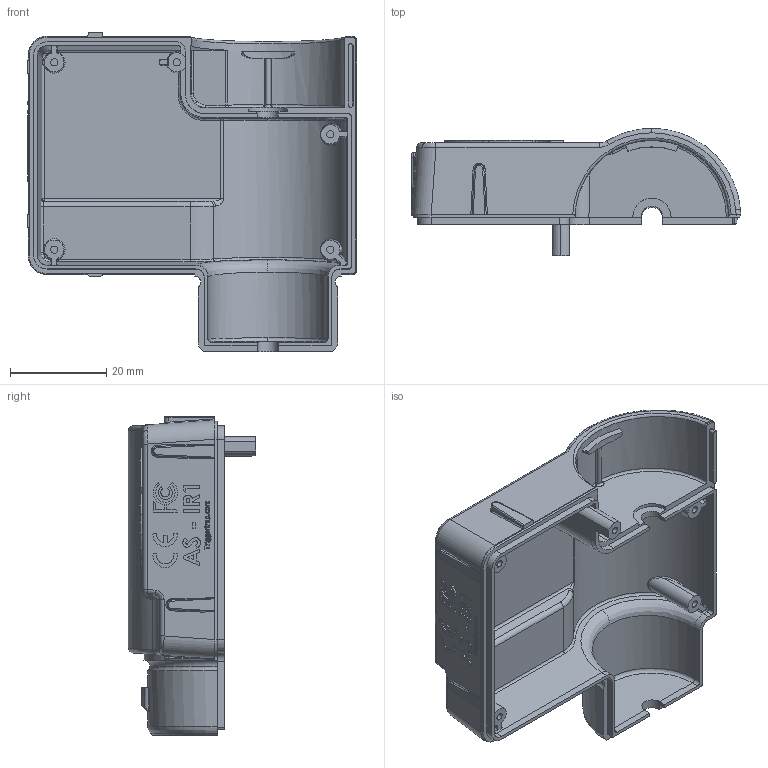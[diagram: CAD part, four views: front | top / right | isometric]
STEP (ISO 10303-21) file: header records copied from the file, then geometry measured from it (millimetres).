
FILE_DESCRIPTION (( 'STEP AP214' ), '1' );
FILE_NAME ('TT-221-A_SENSOR_FRONT_CASE_PIR.STEP', '2015-01-22T15:06:41', ( '' ), ( '' ), 'SwSTEP 2.0', 'SolidWorks 2014', '' );
FILE_SCHEMA (( 'AUTOMOTIVE_DESIGN' ));
Length unit declared in the file: millimetre
Products named in the file (1): TT-221-A_SENSOR_FRONT_CASE_PIR
Bounding box: 68.69 x 26.5 x 66.5 mm (x, y, z)
Volume: 15277.1 mm3; surface area: 16047.8 mm2
Topology: 1 solids, 1 shells, 763 faces, 2017 edges, 1296 vertices
Faces by surface type: plane 318, bspline 283, cylinder 130, torus 12, sphere 11, cone 9
Entity records: 33016 total; most frequent: CARTESIAN_POINT 16328, ORIENTED_EDGE 4018, DIRECTION 2474, EDGE_CURVE 2009, VERTEX_POINT 1295, VECTOR 1044, LINE 1044, EDGE_LOOP 810
